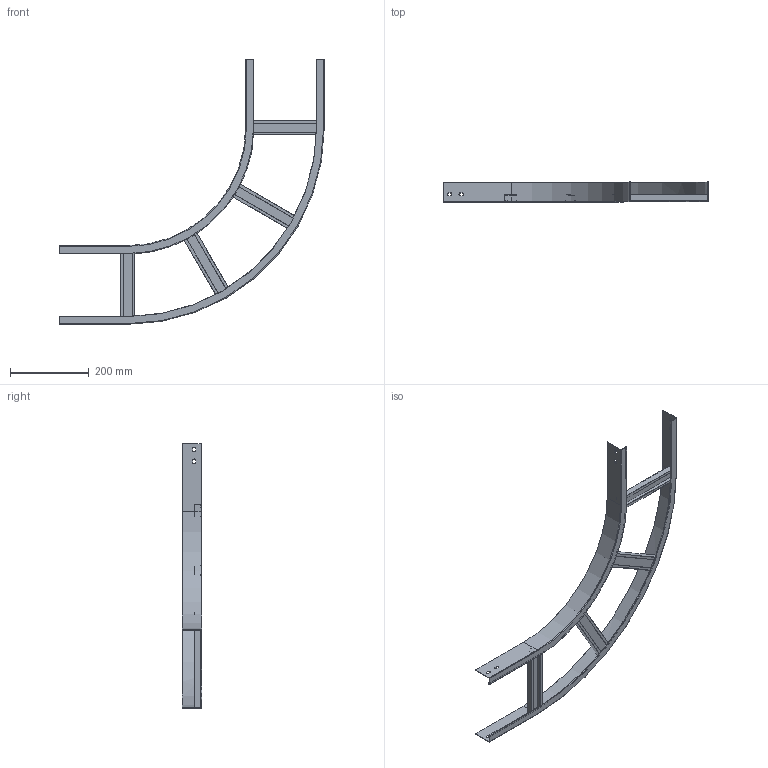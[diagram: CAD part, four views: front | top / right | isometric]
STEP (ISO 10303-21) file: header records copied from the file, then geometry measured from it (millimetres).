
FILE_DESCRIPTION (( 'STEP AP203' ), '1' );
FILE_NAME ('Óãîë ãîðèçîíòàëüíûé 90ãð R300_LC5320.STEP', '2012-12-18T12:29:51', ( 'Àñååâ' ), ( '' ), 'SwSTEP 2.0', 'SolidWorks 2012', '' );
FILE_SCHEMA (( 'CONFIG_CONTROL_DESIGN' ));
Length unit declared in the file: millimetre
Products named in the file (1): 鱼铍 泐痂珙眚嚯 90沭 R300_LC5320
Bounding box: 673 x 50 x 673 mm (x, y, z)
Volume: 234045.1 mm3; surface area: 402512.4 mm2
Topology: 1 solids, 1 shells, 174 faces, 528 edges, 328 vertices
Faces by surface type: plane 134, cylinder 34, torus 6
Entity records: 6021 total; most frequent: ORIENTED_EDGE 1056, CARTESIAN_POINT 1031, DIRECTION 1026, EDGE_CURVE 528, LINE 380, VECTOR 380, VERTEX_POINT 328, AXIS2_PLACEMENT_3D 323
